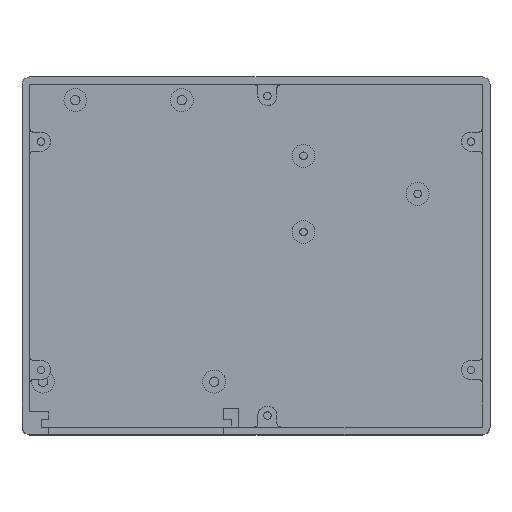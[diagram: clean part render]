
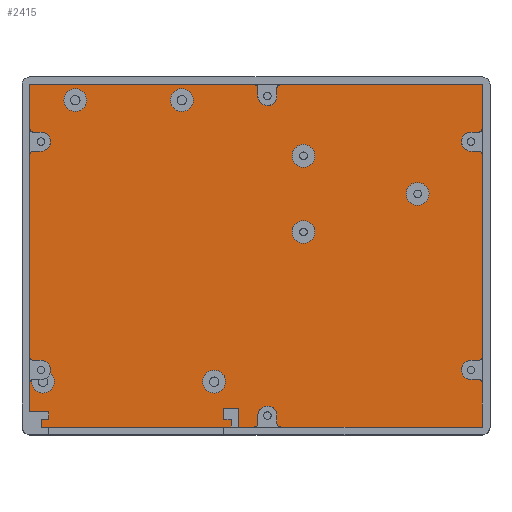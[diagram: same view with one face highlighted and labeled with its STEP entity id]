
A CAD part, top view. The second image highlights one B-rep face of the part: STEP entity #2415.
In plain terms, the highlighted planar face has unit normal (0, 0, 1).
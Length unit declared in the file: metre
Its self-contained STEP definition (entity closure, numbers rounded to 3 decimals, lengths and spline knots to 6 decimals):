
#53=CIRCLE('',#2629,0.003);
#54=CIRCLE('',#2630,0.003);
#55=CIRCLE('',#2631,0.003);
#56=CIRCLE('',#2632,0.003);
#57=CIRCLE('',#2633,0.003);
#58=CIRCLE('',#2634,0.003);
#59=CIRCLE('',#2635,0.003);
#420=ORIENTED_EDGE('',*,*,#1064,.F.);
#421=ORIENTED_EDGE('',*,*,#1065,.F.);
#422=ORIENTED_EDGE('',*,*,#1066,.F.);
#423=ORIENTED_EDGE('',*,*,#1067,.F.);
#424=ORIENTED_EDGE('',*,*,#1068,.F.);
#425=ORIENTED_EDGE('',*,*,#1069,.F.);
#426=ORIENTED_EDGE('',*,*,#1070,.F.);
#427=ORIENTED_EDGE('',*,*,#987,.F.);
#428=ORIENTED_EDGE('',*,*,#1063,.T.);
#429=ORIENTED_EDGE('',*,*,#1060,.F.);
#430=ORIENTED_EDGE('',*,*,#1043,.T.);
#431=ORIENTED_EDGE('',*,*,#1040,.T.);
#432=ORIENTED_EDGE('',*,*,#1036,.F.);
#433=ORIENTED_EDGE('',*,*,#983,.F.);
#434=ORIENTED_EDGE('',*,*,#1008,.F.);
#435=ORIENTED_EDGE('',*,*,#973,.F.);
#436=ORIENTED_EDGE('',*,*,#1026,.T.);
#437=ORIENTED_EDGE('',*,*,#1071,.T.);
#438=ORIENTED_EDGE('',*,*,#1072,.F.);
#439=ORIENTED_EDGE('',*,*,#1073,.T.);
#440=ORIENTED_EDGE('',*,*,#1074,.F.);
#973=EDGE_CURVE('',#1301,#1302,#1523,.T.);
#983=EDGE_CURVE('',#1311,#1312,#1529,.T.);
#987=EDGE_CURVE('',#1315,#1316,#1533,.T.);
#1008=EDGE_CURVE('',#1302,#1311,#1546,.T.);
#1026=EDGE_CURVE('',#1301,#1352,#1556,.T.);
#1036=EDGE_CURVE('',#1312,#1361,#1564,.T.);
#1040=EDGE_CURVE('',#1363,#1361,#1568,.T.);
#1043=EDGE_CURVE('',#1365,#1363,#1571,.T.);
#1060=EDGE_CURVE('',#1365,#1380,#1584,.T.);
#1063=EDGE_CURVE('',#1315,#1380,#1587,.T.);
#1064=EDGE_CURVE('',#1381,#1381,#53,.T.);
#1065=EDGE_CURVE('',#1382,#1382,#54,.T.);
#1066=EDGE_CURVE('',#1383,#1383,#55,.T.);
#1067=EDGE_CURVE('',#1384,#1384,#56,.T.);
#1068=EDGE_CURVE('',#1385,#1385,#57,.T.);
#1069=EDGE_CURVE('',#1386,#1386,#58,.T.);
#1070=EDGE_CURVE('',#1387,#1387,#59,.T.);
#1071=EDGE_CURVE('',#1352,#1388,#1588,.T.);
#1072=EDGE_CURVE('',#1389,#1388,#1589,.T.);
#1073=EDGE_CURVE('',#1389,#1390,#1590,.T.);
#1074=EDGE_CURVE('',#1316,#1390,#1591,.T.);
#1301=VERTEX_POINT('',#3758);
#1302=VERTEX_POINT('',#3760);
#1311=VERTEX_POINT('',#3779);
#1312=VERTEX_POINT('',#3781);
#1315=VERTEX_POINT('',#3787);
#1316=VERTEX_POINT('',#3789);
#1352=VERTEX_POINT('',#3866);
#1361=VERTEX_POINT('',#3886);
#1363=VERTEX_POINT('',#3891);
#1365=VERTEX_POINT('',#3897);
#1380=VERTEX_POINT('',#3933);
#1381=VERTEX_POINT('',#3940);
#1382=VERTEX_POINT('',#3942);
#1383=VERTEX_POINT('',#3944);
#1384=VERTEX_POINT('',#3946);
#1385=VERTEX_POINT('',#3948);
#1386=VERTEX_POINT('',#3950);
#1387=VERTEX_POINT('',#3952);
#1388=VERTEX_POINT('',#3954);
#1389=VERTEX_POINT('',#3956);
#1390=VERTEX_POINT('',#3958);
#1523=LINE('',#3759,#1683);
#1529=LINE('',#3780,#1689);
#1533=LINE('',#3788,#1693);
#1546=LINE('',#3830,#1706);
#1556=LINE('',#3865,#1716);
#1564=LINE('',#3885,#1724);
#1568=LINE('',#3893,#1728);
#1571=LINE('',#3899,#1731);
#1584=LINE('',#3932,#1744);
#1587=LINE('',#3937,#1747);
#1588=LINE('',#3953,#1748);
#1589=LINE('',#3955,#1749);
#1590=LINE('',#3957,#1750);
#1591=LINE('',#3959,#1751);
#1683=VECTOR('',#2954,1.);
#1689=VECTOR('',#2970,1.);
#1693=VECTOR('',#2974,1.);
#1706=VECTOR('',#3005,1.);
#1716=VECTOR('',#3033,1.);
#1724=VECTOR('',#3047,1.);
#1728=VECTOR('',#3053,1.);
#1731=VECTOR('',#3058,1.);
#1744=VECTOR('',#3083,1.);
#1747=VECTOR('',#3088,1.);
#1748=VECTOR('',#3105,1.);
#1749=VECTOR('',#3106,1.);
#1750=VECTOR('',#3107,1.);
#1751=VECTOR('',#3108,1.);
#1857=EDGE_LOOP('',(#420));
#1858=EDGE_LOOP('',(#421));
#1859=EDGE_LOOP('',(#422));
#1860=EDGE_LOOP('',(#423));
#1861=EDGE_LOOP('',(#424));
#1862=EDGE_LOOP('',(#425));
#1863=EDGE_LOOP('',(#426));
#1864=EDGE_LOOP('',(#427,#428,#429,#430,#431,#432,#433,#434,#435,#436,#437,
#438,#439,#440));
#2113=FACE_BOUND('',#1857,.T.);
#2114=FACE_BOUND('',#1858,.T.);
#2115=FACE_BOUND('',#1859,.T.);
#2116=FACE_BOUND('',#1860,.T.);
#2117=FACE_BOUND('',#1861,.T.);
#2118=FACE_BOUND('',#1862,.T.);
#2119=FACE_BOUND('',#1863,.T.);
#2120=FACE_BOUND('',#1864,.T.);
#2344=PLANE('',#2628);
#2415=ADVANCED_FACE('',(#2113,#2114,#2115,#2116,#2117,#2118,#2119,#2120),
#2344,.T.);
#2628=AXIS2_PLACEMENT_3D('',#3938,#3089,#3090);
#2629=AXIS2_PLACEMENT_3D('',#3939,#3091,#3092);
#2630=AXIS2_PLACEMENT_3D('',#3941,#3093,#3094);
#2631=AXIS2_PLACEMENT_3D('',#3943,#3095,#3096);
#2632=AXIS2_PLACEMENT_3D('',#3945,#3097,#3098);
#2633=AXIS2_PLACEMENT_3D('',#3947,#3099,#3100);
#2634=AXIS2_PLACEMENT_3D('',#3949,#3101,#3102);
#2635=AXIS2_PLACEMENT_3D('',#3951,#3103,#3104);
#2954=DIRECTION('',(1.,0.,0.));
#2970=DIRECTION('',(-1.,0.,0.));
#2974=DIRECTION('',(-1.,0.,0.));
#3005=DIRECTION('',(0.,-1.,0.));
#3033=DIRECTION('',(0.,-1.,0.));
#3047=DIRECTION('',(0.,1.,0.));
#3053=DIRECTION('',(1.,0.,0.));
#3058=DIRECTION('',(0.,1.,0.));
#3083=DIRECTION('',(1.,0.,0.));
#3088=DIRECTION('',(0.,1.,0.));
#3089=DIRECTION('',(0.,0.,1.));
#3090=DIRECTION('',(1.,0.,0.));
#3091=DIRECTION('',(0.,0.,1.));
#3092=DIRECTION('',(1.,0.,0.));
#3093=DIRECTION('',(0.,0.,1.));
#3094=DIRECTION('',(1.,0.,0.));
#3095=DIRECTION('',(0.,0.,1.));
#3096=DIRECTION('',(1.,0.,0.));
#3097=DIRECTION('',(0.,0.,1.));
#3098=DIRECTION('',(1.,0.,0.));
#3099=DIRECTION('',(0.,0.,1.));
#3100=DIRECTION('',(1.,0.,0.));
#3101=DIRECTION('',(0.,0.,1.));
#3102=DIRECTION('',(1.,0.,0.));
#3103=DIRECTION('',(0.,0.,1.));
#3104=DIRECTION('',(1.,0.,0.));
#3105=DIRECTION('',(1.,0.,0.));
#3106=DIRECTION('',(0.,1.,0.));
#3107=DIRECTION('',(-1.,0.,0.));
#3108=DIRECTION('',(0.,1.,0.));
#3758=CARTESIAN_POINT('',(-0.0595,0.045,0.002));
#3759=CARTESIAN_POINT('',(0.,0.045,0.002));
#3760=CARTESIAN_POINT('',(0.0595,0.045,0.002));
#3779=CARTESIAN_POINT('',(0.0595,-0.045,0.002));
#3780=CARTESIAN_POINT('',(0.0275,-0.045,0.002));
#3781=CARTESIAN_POINT('',(-0.0045,-0.045,0.002));
#3787=CARTESIAN_POINT('',(-0.0065,-0.045,0.002));
#3788=CARTESIAN_POINT('',(-0.0555,-0.045,0.002));
#3789=CARTESIAN_POINT('',(-0.0565,-0.045,0.002));
#3830=CARTESIAN_POINT('',(0.0595,-0.001,0.002));
#3865=CARTESIAN_POINT('',(-0.0595,-0.001,0.002));
#3866=CARTESIAN_POINT('',(-0.0595,-0.041,0.002));
#3885=CARTESIAN_POINT('',(-0.0045,-0.0425,0.002));
#3886=CARTESIAN_POINT('',(-0.0045,-0.04,0.002));
#3891=CARTESIAN_POINT('',(-0.0085,-0.04,0.002));
#3893=CARTESIAN_POINT('',(-0.0065,-0.04,0.002));
#3897=CARTESIAN_POINT('',(-0.0085,-0.043,0.002));
#3899=CARTESIAN_POINT('',(-0.0085,-0.0415,0.002));
#3932=CARTESIAN_POINT('',(-0.0075,-0.043,0.002));
#3933=CARTESIAN_POINT('',(-0.0065,-0.043,0.002));
#3937=CARTESIAN_POINT('',(-0.0065,-0.044,0.002));
#3938=CARTESIAN_POINT('',(0.,-0.001,0.002));
#3939=CARTESIAN_POINT('',(0.012486,0.006374,0.002));
#3940=CARTESIAN_POINT('',(0.015486,0.006374,0.002));
#3941=CARTESIAN_POINT('',(0.012486,0.026374,0.002));
#3942=CARTESIAN_POINT('',(0.015486,0.026374,0.002));
#3943=CARTESIAN_POINT('',(0.042486,0.016374,0.002));
#3944=CARTESIAN_POINT('',(0.045486,0.016374,0.002));
#3945=CARTESIAN_POINT('',(-0.011,-0.033,0.002));
#3946=CARTESIAN_POINT('',(-0.008,-0.033,0.002));
#3947=CARTESIAN_POINT('',(-0.056,-0.033,0.002));
#3948=CARTESIAN_POINT('',(-0.053,-0.033,0.002));
#3949=CARTESIAN_POINT('',(-0.0195,0.041,0.002));
#3950=CARTESIAN_POINT('',(-0.0165,0.041,0.002));
#3951=CARTESIAN_POINT('',(-0.0475,0.041,0.002));
#3952=CARTESIAN_POINT('',(-0.0445,0.041,0.002));
#3953=CARTESIAN_POINT('',(-0.057,-0.041,0.002));
#3954=CARTESIAN_POINT('',(-0.0545,-0.041,0.002));
#3955=CARTESIAN_POINT('',(-0.0545,-0.042,0.002));
#3956=CARTESIAN_POINT('',(-0.0545,-0.043,0.002));
#3957=CARTESIAN_POINT('',(-0.0555,-0.043,0.002));
#3958=CARTESIAN_POINT('',(-0.0565,-0.043,0.002));
#3959=CARTESIAN_POINT('',(-0.0565,-0.044,0.002));
